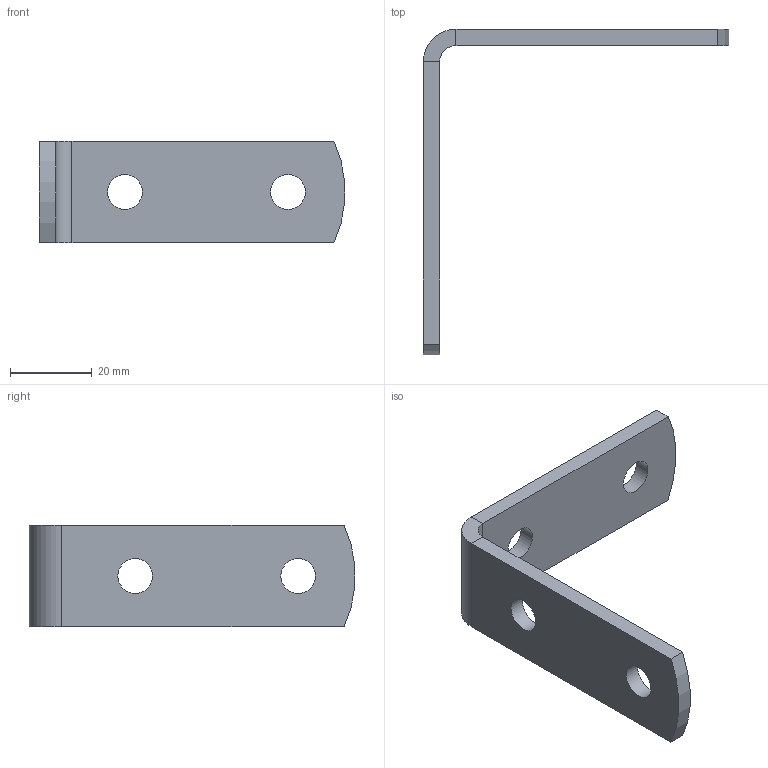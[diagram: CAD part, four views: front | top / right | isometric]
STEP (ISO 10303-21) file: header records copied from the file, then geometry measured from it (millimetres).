
FILE_DESCRIPTION((''),'2;1');
FILE_NAME('118898.stp','2010-07-13T11:23:22',('DMK009'),(''),'Autodesk Inventor 2010','Autodesk Inventor 2010','');
FILE_SCHEMA(('AUTOMOTIVE_DESIGN { 1 0 10303 214 1 1 1 1 }'));
Length unit declared in the file: millimetre
Products named in the file (1): V2A MONTAGEWINKEL, 90°, für Profile 27_18 und 28_30 118898
Bounding box: 74.89 x 79.89 x 25 mm (x, y, z)
Volume: 13755.3 mm3; surface area: 8655.3 mm2
Topology: 1 solids, 1 shells, 18 faces, 44 edges, 28 vertices
Faces by surface type: plane 10, cylinder 4, bspline 4
Entity records: 570 total; most frequent: CARTESIAN_POINT 147, DIRECTION 82, ORIENTED_EDGE 72, EDGE_CURVE 36, AXIS2_PLACEMENT_3D 31, EDGE_LOOP 30, VERTEX_POINT 24, VECTOR 20
